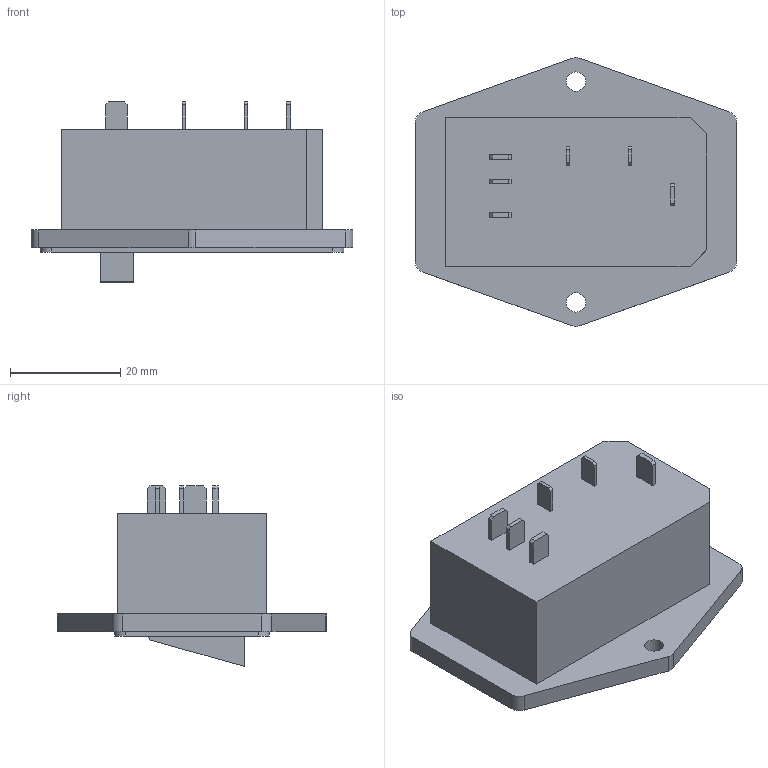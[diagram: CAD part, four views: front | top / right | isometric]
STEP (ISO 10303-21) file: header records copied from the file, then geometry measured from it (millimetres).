
FILE_DESCRIPTION (( 'STEP AP214' ), '1' );
FILE_NAME ('power switch.step.STEP', '2025-09-18T19:06:32', ( '' ), ( '' ), 'SwSTEP 2.0', 'SolidWorks 2024', '' );
FILE_SCHEMA (( 'AUTOMOTIVE_DESIGN' ));
Length unit declared in the file: metre
Products named in the file (1): power switch.step
Bounding box: 58.2 x 48.75 x 32.65 mm (x, y, z)
Volume: 28007.5 mm3; surface area: 9204.7 mm2
Topology: 1 solids, 1 shells, 115 faces, 296 edges, 196 vertices
Faces by surface type: plane 95, cylinder 16, cone 4
Entity records: 3793 total; most frequent: CARTESIAN_POINT 608, ORIENTED_EDGE 592, DIRECTION 564, EDGE_CURVE 296, VECTOR 260, LINE 260, VERTEX_POINT 196, AXIS2_PLACEMENT_3D 152
